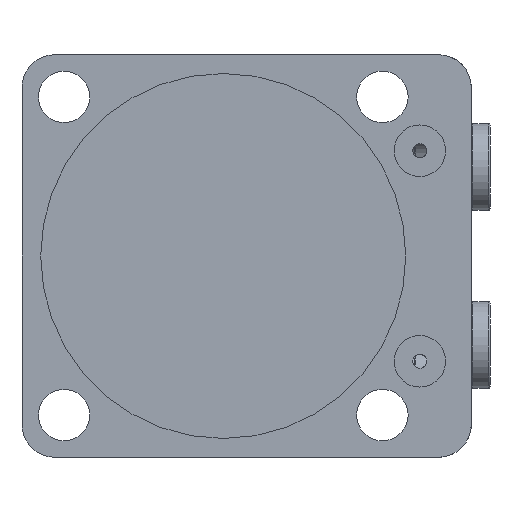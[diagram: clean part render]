
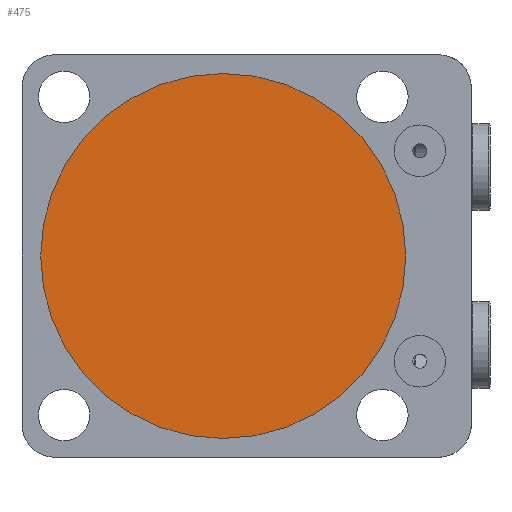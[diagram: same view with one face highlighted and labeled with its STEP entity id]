
A CAD part, front view. The second image highlights one B-rep face of the part: STEP entity #475.
In plain terms, the highlighted planar face has unit normal (0, -1, 0).
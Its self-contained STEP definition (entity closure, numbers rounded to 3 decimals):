
#67 = ORIENTED_EDGE ( 'NONE', *, *, #2304, .F. ) ;
#98 = EDGE_CURVE ( 'NONE', #753, #2113, #2806, .T. ) ;
#216 = AXIS2_PLACEMENT_3D ( 'NONE', #859, #2381, #1813 ) ;
#442 = CIRCLE ( 'NONE', #216, 39. ) ;
#458 = DIRECTION ( 'NONE',  ( 0., 0., 1. ) ) ;
#475 = ADVANCED_FACE ( 'NONE', ( #4057 ), #2052, .F. ) ;
#534 = DIRECTION ( 'NONE',  ( 0., 1., 0. ) ) ;
#753 = VERTEX_POINT ( 'NONE', #3509 ) ;
#859 = CARTESIAN_POINT ( 'NONE',  ( 0., 0., 0. ) ) ;
#1406 = CARTESIAN_POINT ( 'NONE',  ( 0., 0., 0. ) ) ;
#1503 = AXIS2_PLACEMENT_3D ( 'NONE', #2451, #534, #2781 ) ;
#1685 = EDGE_LOOP ( 'NONE', ( #67, #1912 ) ) ;
#1813 = DIRECTION ( 'NONE',  ( 0., 0., 1. ) ) ;
#1912 = ORIENTED_EDGE ( 'NONE', *, *, #98, .F. ) ;
#1950 = CARTESIAN_POINT ( 'NONE',  ( 0., 0., -39. ) ) ;
#2052 = PLANE ( 'NONE',  #4066 ) ;
#2113 = VERTEX_POINT ( 'NONE', #1950 ) ;
#2304 = EDGE_CURVE ( 'NONE', #2113, #753, #442, .T. ) ;
#2367 = DIRECTION ( 'NONE',  ( 0., 1., 0. ) ) ;
#2381 = DIRECTION ( 'NONE',  ( 0., 1., 0. ) ) ;
#2451 = CARTESIAN_POINT ( 'NONE',  ( 0., 0., 0. ) ) ;
#2781 = DIRECTION ( 'NONE',  ( 0., 0., 1. ) ) ;
#2806 = CIRCLE ( 'NONE', #1503, 39. ) ;
#3509 = CARTESIAN_POINT ( 'NONE',  ( 0., 0., 39. ) ) ;
#4057 = FACE_OUTER_BOUND ( 'NONE', #1685, .T. ) ;
#4066 = AXIS2_PLACEMENT_3D ( 'NONE', #1406, #2367, #458 ) ;
